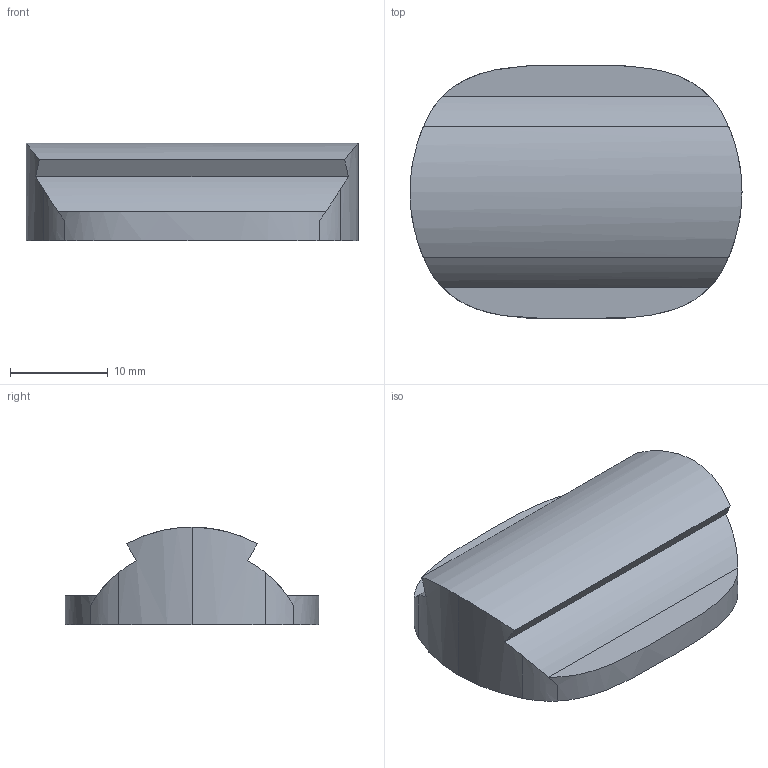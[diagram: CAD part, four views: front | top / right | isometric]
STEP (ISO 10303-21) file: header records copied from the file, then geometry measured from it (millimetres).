
FILE_DESCRIPTION(('STEP AP214'),'1');
FILE_NAME('cctmp_B06F1490-768C-493D-8CDE-A234D67EE66F_2020_1_16_8_35_23_436..stp','2020-01-16T07:35:24',('Bosch Rexroth AG'),('CADClick - www.CADClick.com'),'Spatial InterOp 3D',' ','unknown authorization - (Healing Option Enabled)');
FILE_SCHEMA(('AUTOMOTIVE_DESIGN'));
Length unit declared in the file: millimetre
Products named in the file (1): 2020_01_16__08-35-23-424
Bounding box: 34 x 26 x 10 mm (x, y, z)
Volume: 5390.6 mm3; surface area: 2316.5 mm2
Topology: 1 solids, 1 shells, 18 faces, 48 edges, 32 vertices
Faces by surface type: cylinder 7, bspline 6, plane 5
Entity records: 2384 total; most frequent: CARTESIAN_POINT 1837, ORIENTED_EDGE 96, DIRECTION 50, EDGE_CURVE 48, VERTEX_POINT 32, B_SPLINE_CURVE_WITH_KNOTS 32, AXIS2_PLACEMENT_3D 21, STYLED_ITEM 19
